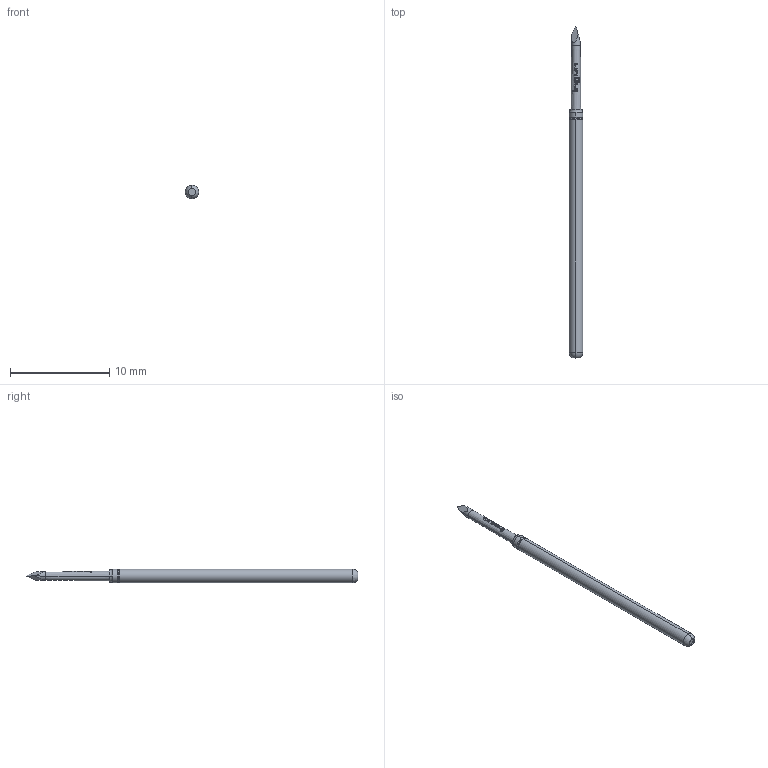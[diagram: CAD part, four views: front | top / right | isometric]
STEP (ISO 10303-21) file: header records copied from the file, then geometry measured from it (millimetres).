
FILE_DESCRIPTION (( 'STEP AP203' ), '1' );
FILE_NAME ('INGUN_GKS-100_277_090_A_xx00.STEP', '2021-10-29T08:50:29', ( 'ochi' ), ( '' ), 'SwSTEP 2.0', 'SolidWorks 2018', '' );
FILE_SCHEMA (( 'CONFIG_CONTROL_DESIGN' ));
Length unit declared in the file: millimetre
Products named in the file (1): INGUN_GKS-100_277_090_A_xx00
Bounding box: 1.37 x 33.4 x 1.37 mm (x, y, z)
Volume: 41.4 mm3; surface area: 131.8 mm2
Topology: 1 solids, 1 shells, 93 faces, 242 edges, 158 vertices
Faces by surface type: bspline 61, torus 10, cone 9, cylinder 8, plane 5
Entity records: 3956 total; most frequent: CARTESIAN_POINT 2128, ORIENTED_EDGE 484, EDGE_CURVE 242, B_SPLINE_CURVE_WITH_KNOTS 187, VERTEX_POINT 158, DIRECTION 155, EDGE_LOOP 100, ADVANCED_FACE 93
